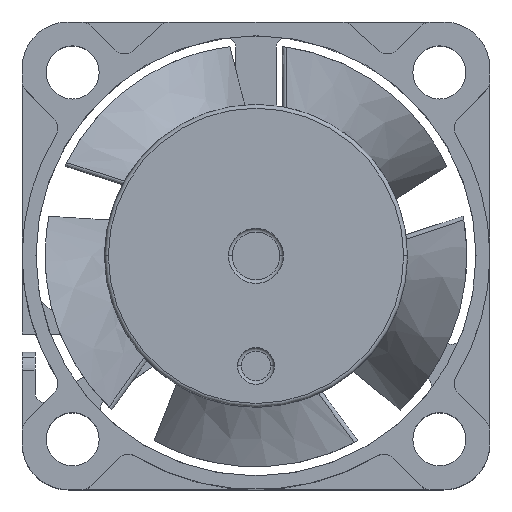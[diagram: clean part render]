
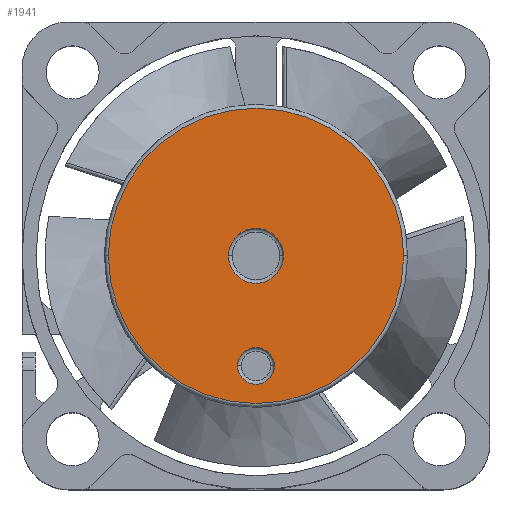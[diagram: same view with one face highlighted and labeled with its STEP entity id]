
A CAD part, top view. The second image highlights one B-rep face of the part: STEP entity #1941.
In plain terms, the highlighted planar face has unit normal (0, 0, 1).
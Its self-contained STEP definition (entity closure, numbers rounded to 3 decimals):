
#46 = CARTESIAN_POINT ( 'NONE',  ( 0., 0., 10. ) ) ;
#69 = CIRCLE ( 'NONE', #2992, 8.05 ) ;
#182 = EDGE_CURVE ( 'NONE', #2516, #6906, #7010, .T. ) ;
#528 = DIRECTION ( 'NONE',  ( 1., 0., 0. ) ) ;
#799 = CIRCLE ( 'NONE', #7180, 1.5 ) ;
#840 = EDGE_LOOP ( 'NONE', ( #3151, #5671 ) ) ;
#1344 = CARTESIAN_POINT ( 'NONE',  ( -1., -6., 10. ) ) ;
#1484 = DIRECTION ( 'NONE',  ( 0., 0., -1. ) ) ;
#1507 = DIRECTION ( 'NONE',  ( 1., 0., 0. ) ) ;
#1573 = CARTESIAN_POINT ( 'NONE',  ( 1., -6., 10. ) ) ;
#1941 = ADVANCED_FACE ( 'NONE', ( #4543, #2710, #5170 ), #7598, .T. ) ;
#2145 = DIRECTION ( 'NONE',  ( 0., 0., 1. ) ) ;
#2181 = CARTESIAN_POINT ( 'NONE',  ( 0., 0., 10. ) ) ;
#2300 = EDGE_CURVE ( 'NONE', #3398, #6670, #3469, .T. ) ;
#2388 = DIRECTION ( 'NONE',  ( 0., 0., -1. ) ) ;
#2432 = EDGE_LOOP ( 'NONE', ( #3358, #3181 ) ) ;
#2468 = DIRECTION ( 'NONE',  ( 0., 0., -1. ) ) ;
#2516 = VERTEX_POINT ( 'NONE', #7304 ) ;
#2710 = FACE_BOUND ( 'NONE', #2432, .T. ) ;
#2955 = EDGE_CURVE ( 'NONE', #6906, #2516, #799, .T. ) ;
#2969 = EDGE_CURVE ( 'NONE', #4460, #6923, #3474, .T. ) ;
#2992 = AXIS2_PLACEMENT_3D ( 'NONE', #7003, #1484, #7445 ) ;
#3151 = ORIENTED_EDGE ( 'NONE', *, *, #2300, .T. ) ;
#3181 = ORIENTED_EDGE ( 'NONE', *, *, #2955, .T. ) ;
#3358 = ORIENTED_EDGE ( 'NONE', *, *, #182, .T. ) ;
#3398 = VERTEX_POINT ( 'NONE', #1344 ) ;
#3469 = CIRCLE ( 'NONE', #7682, 1. ) ;
#3474 = CIRCLE ( 'NONE', #6675, 8.05 ) ;
#3528 = CARTESIAN_POINT ( 'NONE',  ( 0., 0., 10. ) ) ;
#3560 = AXIS2_PLACEMENT_3D ( 'NONE', #3528, #7162, #7085 ) ;
#3562 = CARTESIAN_POINT ( 'NONE',  ( 8.05, 0., 10. ) ) ;
#3718 = ORIENTED_EDGE ( 'NONE', *, *, #6103, .F. ) ;
#3955 = ORIENTED_EDGE ( 'NONE', *, *, #2969, .F. ) ;
#4311 = AXIS2_PLACEMENT_3D ( 'NONE', #7565, #4432, #4551 ) ;
#4336 = DIRECTION ( 'NONE',  ( 1., 0., 0. ) ) ;
#4432 = DIRECTION ( 'NONE',  ( 0., 0., -1. ) ) ;
#4460 = VERTEX_POINT ( 'NONE', #3562 ) ;
#4543 = FACE_BOUND ( 'NONE', #840, .T. ) ;
#4551 = DIRECTION ( 'NONE',  ( 1., 0., 0. ) ) ;
#4649 = CARTESIAN_POINT ( 'NONE',  ( 0., -6., 10. ) ) ;
#5044 = EDGE_LOOP ( 'NONE', ( #3955, #3718 ) ) ;
#5170 = FACE_OUTER_BOUND ( 'NONE', #5044, .T. ) ;
#5671 = ORIENTED_EDGE ( 'NONE', *, *, #7015, .T. ) ;
#6083 = CIRCLE ( 'NONE', #4311, 1. ) ;
#6103 = EDGE_CURVE ( 'NONE', #6923, #4460, #69, .T. ) ;
#6670 = VERTEX_POINT ( 'NONE', #1573 ) ;
#6675 = AXIS2_PLACEMENT_3D ( 'NONE', #7390, #2388, #4336 ) ;
#6906 = VERTEX_POINT ( 'NONE', #7904 ) ;
#6923 = VERTEX_POINT ( 'NONE', #7291 ) ;
#7003 = CARTESIAN_POINT ( 'NONE',  ( 0., 0., 10. ) ) ;
#7010 = CIRCLE ( 'NONE', #3560, 1.5 ) ;
#7015 = EDGE_CURVE ( 'NONE', #6670, #3398, #6083, .T. ) ;
#7078 = DIRECTION ( 'NONE',  ( 1., 0., 0. ) ) ;
#7085 = DIRECTION ( 'NONE',  ( 1., 0., 0. ) ) ;
#7162 = DIRECTION ( 'NONE',  ( 0., 0., -1. ) ) ;
#7180 = AXIS2_PLACEMENT_3D ( 'NONE', #46, #2468, #528 ) ;
#7291 = CARTESIAN_POINT ( 'NONE',  ( -8.05, 0., 10. ) ) ;
#7304 = CARTESIAN_POINT ( 'NONE',  ( -1.5, 0., 10. ) ) ;
#7390 = CARTESIAN_POINT ( 'NONE',  ( 0., 0., 10. ) ) ;
#7445 = DIRECTION ( 'NONE',  ( 1., 0., 0. ) ) ;
#7565 = CARTESIAN_POINT ( 'NONE',  ( 0., -6., 10. ) ) ;
#7586 = DIRECTION ( 'NONE',  ( 0., 0., -1. ) ) ;
#7598 = PLANE ( 'NONE',  #7810 ) ;
#7682 = AXIS2_PLACEMENT_3D ( 'NONE', #4649, #7586, #1507 ) ;
#7810 = AXIS2_PLACEMENT_3D ( 'NONE', #2181, #2145, #7078 ) ;
#7904 = CARTESIAN_POINT ( 'NONE',  ( 1.5, 0., 10. ) ) ;
